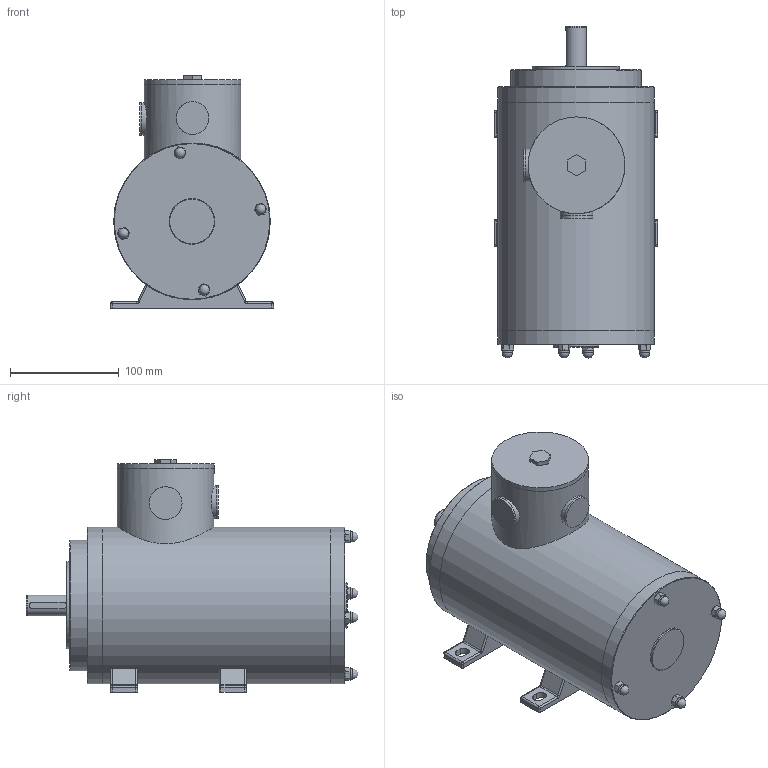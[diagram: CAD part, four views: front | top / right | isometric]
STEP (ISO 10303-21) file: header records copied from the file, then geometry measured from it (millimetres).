
FILE_DESCRIPTION(('Bauteilbeschreibung','HiCAD-Model','HiCAD-STEP-TRANSLATION','Bauteilbeschreibung'),'2;1');
FILE_NAME('TENV 80-4A IMB34 FT100 0,55KW.STP','2011-12-14T11:56:56+00:00',('Konstrukteur'),('Konstrukteur Firma GmbH'),' HiCAD 2010, Step 1502.0 ','HiCAD 2010','confidential');
FILE_SCHEMA(('AUTOMOTIVE_DESIGN { 1 2 10303 214 0 1 1 1 }'));
Length unit declared in the file: millimetre
Products named in the file (22): TENV 80_4A IMB34 FT100  0_55KW; ZUSAMMENBAU; MANTEL; MANTEL_001X; B_SCHILD BG80; A01_000X; KL_KA ; KL_KA__001X; HUTMUTTERN_0; DIN 1587_M6_6_HUTMUTTERN_0; DIN015870M6060HUTMUTTERN00; DIN015870M6060HUTMUTTERN000; DIN015870M6060HUTMUTTERN001; BLINDVERSCHRAUBUNG; BLINDVERSCHRAUBUNG0; DECKEL _89; WELLENENDE M_ PA_FEDER; FU_ BG 80 _2; TRANSLATIONSTEIL_5; FU00BG080002; TRANSLATIONSTEIL05; FLANSCH B14 FT100
Assembly tree (21 placements, depth 4):
  TENV 80_4A IMB34 FT100  0_55KW
    ZUSAMMENBAU
      MANTEL
        MANTEL_001X
      B_SCHILD BG80
        A01_000X
      KL_KA 
        KL_KA__001X
    HUTMUTTERN_0
      DIN 1587_M6_6_HUTMUTTERN_0
      DIN015870M6060HUTMUTTERN00
      DIN015870M6060HUTMUTTERN000
      DIN015870M6060HUTMUTTERN001
    BLINDVERSCHRAUBUNG
    BLINDVERSCHRAUBUNG0
    DECKEL _89
    WELLENENDE M_ PA_FEDER
    FU_ BG 80 _2
      TRANSLATIONSTEIL_5
    FU00BG080002
      TRANSLATIONSTEIL05
    FLANSCH B14 FT100
Bounding box: 150 x 304.97 x 214 mm (x, y, z)
Volume: 1311724.8 mm3; surface area: 392948.7 mm2
Topology: 14 solids, 14 shells, 302 faces, 737 edges, 466 vertices
Faces by surface type: plane 122, cylinder 116, cone 32, torus 20, sphere 12
Full cylindrical faces by diameter (mm): 6 x8, 6.5 x4, 9.5 x4, 19 x1, 20 x1, 22 x2, 30 x4, 35 x1, 38 x2, 42 x2, 47 x2, 72 x1, 80 x1, 89 x2, 120 x1, 132 x2, 137.4 x2, 141 x4, 144 x3
Entity records: 15823 total; most frequent: CARTESIAN_POINT 5889, DIRECTION 1466, ORIENTED_EDGE 1172, AXIS2_PLACEMENT_3D 623, EDGE_CURVE 586, COLOUR_RGB 581, PRESENTATION_STYLE_ASSIGNMENT 581, OVER_RIDING_STYLED_ITEM 567
